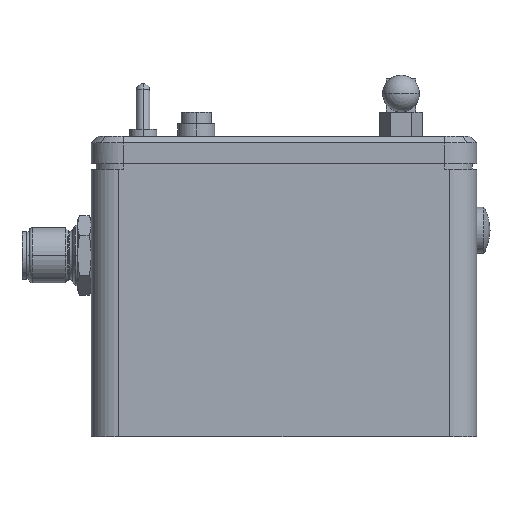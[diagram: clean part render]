
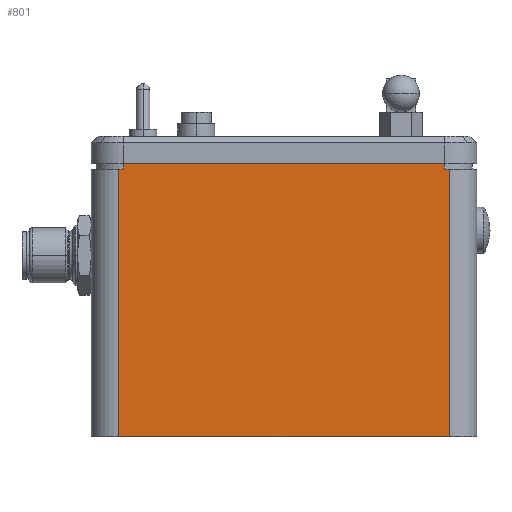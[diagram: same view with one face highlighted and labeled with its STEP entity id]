
A CAD part, front view. The second image highlights one B-rep face of the part: STEP entity #801.
In plain terms, the highlighted planar face has unit normal (0, -1, 0).
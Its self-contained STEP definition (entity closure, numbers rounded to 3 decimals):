
#801=ADVANCED_FACE('0:1545',(#1912),#1913,.T.);
#1912=FACE_OUTER_BOUND('',#4020,.T.);
#1913=PLANE('',#4021);
#4020=EDGE_LOOP('',(#16254,#16255,#16256,#16257,#16258,#16259,#16260,#16261));
#4021=AXIS2_PLACEMENT_3D('',#16262,#16263,#16264);
#16254=ORIENTED_EDGE('',*,*,#20471,.F.);
#16255=ORIENTED_EDGE('',*,*,#20472,.F.);
#16256=ORIENTED_EDGE('',*,*,#20473,.T.);
#16257=ORIENTED_EDGE('',*,*,#20474,.F.);
#16258=ORIENTED_EDGE('',*,*,#20475,.T.);
#16259=ORIENTED_EDGE('',*,*,#20476,.F.);
#16260=ORIENTED_EDGE('',*,*,#20477,.T.);
#16261=ORIENTED_EDGE('',*,*,#20478,.T.);
#16262=CARTESIAN_POINT('',(0.,-17.9,11.32));
#16263=DIRECTION('',(0.,-1.0,0.0));
#16264=DIRECTION('',(-1.0,0.,0.0));
#20471=EDGE_CURVE('18:11606',#22385,#22386,#22387,.T.);
#20472=EDGE_CURVE('0:1578',#22388,#22385,#22389,.T.);
#20473=EDGE_CURVE('1:51',#22388,#22390,#22391,.F.);
#20474=EDGE_CURVE('1:631',#22392,#22390,#22393,.F.);
#20475=EDGE_CURVE('1:54',#22392,#22394,#22395,.T.);
#20476=EDGE_CURVE('1:1270',#22396,#22394,#22397,.F.);
#20477=EDGE_CURVE('1:57',#22396,#22398,#22399,.F.);
#20478=EDGE_CURVE('0:1584',#22398,#22386,#22400,.T.);
#22385=VERTEX_POINT('',#25637);
#22386=VERTEX_POINT('',#25638);
#22387=LINE('',#25639,#25640);
#22388=VERTEX_POINT('',#25641);
#22389=LINE('',#25642,#25643);
#22390=VERTEX_POINT('',#25644);
#22391=LINE('',#25645,#25646);
#22392=VERTEX_POINT('',#25647);
#22393=LINE('',#25648,#25649);
#22394=VERTEX_POINT('',#25650);
#22395=LINE('',#25651,#25652);
#22396=VERTEX_POINT('',#25653);
#22397=LINE('',#25654,#25655);
#22398=VERTEX_POINT('',#25656);
#22399=LINE('',#25657,#25658);
#22400=LINE('',#25659,#25660);
#25637=CARTESIAN_POINT('',(36.,-17.9,-48.18));
#25638=CARTESIAN_POINT('',(-36.,-17.9,-48.18));
#25639=CARTESIAN_POINT('',(-13.514,-17.9,-48.18));
#25640=VECTOR('',#30896,1.0);
#25641=CARTESIAN_POINT('',(36.,-17.9,10.12));
#25642=CARTESIAN_POINT('',(36.,-17.9,11.32));
#25643=VECTOR('',#30897,1.0);
#25644=CARTESIAN_POINT('',(34.95,-17.9,10.12));
#25645=CARTESIAN_POINT('',(0.,-17.9,10.12));
#25646=VECTOR('',#30898,1.0);
#25647=CARTESIAN_POINT('',(34.95,-17.9,11.32));
#25648=CARTESIAN_POINT('',(34.95,-17.9,11.32));
#25649=VECTOR('',#30899,1.0);
#25650=CARTESIAN_POINT('',(-34.95,-17.9,11.32));
#25651=CARTESIAN_POINT('',(36.,-17.9,11.32));
#25652=VECTOR('',#30900,1.0);
#25653=CARTESIAN_POINT('',(-34.95,-17.9,10.12));
#25654=CARTESIAN_POINT('',(-34.95,-17.9,11.32));
#25655=VECTOR('',#30901,1.0);
#25656=CARTESIAN_POINT('',(-36.,-17.9,10.12));
#25657=CARTESIAN_POINT('',(0.,-17.9,10.12));
#25658=VECTOR('',#30902,1.0);
#25659=CARTESIAN_POINT('',(-36.,-17.9,11.32));
#25660=VECTOR('',#30903,1.0);
#30896=DIRECTION('',(-1.0,0.,0.0));
#30897=DIRECTION('',(0.0,0.0,-1.0));
#30898=DIRECTION('',(1.0,0.,0.0));
#30899=DIRECTION('',(0.0,0.0,1.0));
#30900=DIRECTION('',(-1.0,0.,0.0));
#30901=DIRECTION('',(0.0,0.0,-1.0));
#30902=DIRECTION('',(1.0,0.,0.0));
#30903=DIRECTION('',(0.0,0.0,-1.0));
